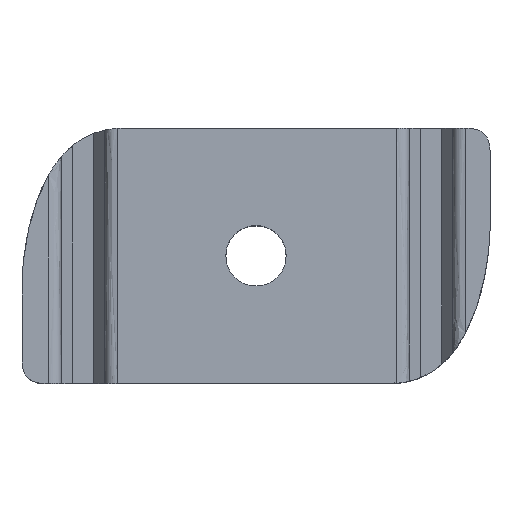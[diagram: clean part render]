
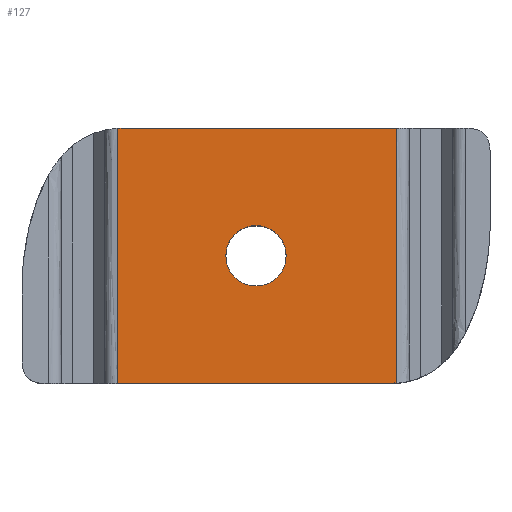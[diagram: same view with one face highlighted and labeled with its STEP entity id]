
A CAD part, top view. The second image highlights one B-rep face of the part: STEP entity #127.
In plain terms, the highlighted planar face has unit normal (0, 0, 1).
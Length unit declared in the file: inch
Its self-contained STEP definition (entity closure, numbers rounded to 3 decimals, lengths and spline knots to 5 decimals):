
#127=ADVANCED_FACE('',(#248,#249),#250,.T.);
#248=FACE_BOUND('',#2418,.T.);
#249=FACE_OUTER_BOUND('',#2419,.T.);
#250=PLANE('',#2420);
#2418=EDGE_LOOP('',(#2690,#2691,#2692,#2693));
#2419=EDGE_LOOP('',(#2694,#2695,#2696,#2697,#2698,#2699));
#2420=AXIS2_PLACEMENT_3D('',#2700,#2701,#2702);
#2690=ORIENTED_EDGE('',*,*,#2799,.T.);
#2691=ORIENTED_EDGE('',*,*,#2774,.T.);
#2692=ORIENTED_EDGE('',*,*,#2786,.T.);
#2693=ORIENTED_EDGE('',*,*,#2827,.T.);
#2694=ORIENTED_EDGE('',*,*,#2825,.T.);
#2695=ORIENTED_EDGE('',*,*,#2820,.T.);
#2696=ORIENTED_EDGE('',*,*,#2816,.T.);
#2697=ORIENTED_EDGE('',*,*,#2712,.T.);
#2698=ORIENTED_EDGE('',*,*,#2822,.F.);
#2699=ORIENTED_EDGE('',*,*,#2732,.F.);
#2700=CARTESIAN_POINT('',(0.69051,0.0,0.0));
#2701=DIRECTION('',(0.0,0.0,1.0));
#2702=DIRECTION('',(1.0,0.0,0.0));
#2712=EDGE_CURVE('',#2849,#2847,#2850,.T.);
#2732=EDGE_CURVE('',#2880,#2883,#2884,.T.);
#2774=EDGE_CURVE('',#2950,#2951,#2952,.T.);
#2786=EDGE_CURVE('',#2951,#2968,#2969,.T.);
#2799=EDGE_CURVE('',#2984,#2950,#2985,.T.);
#2816=EDGE_CURVE('',#3004,#2849,#3005,.T.);
#2820=EDGE_CURVE('',#3008,#3004,#3010,.T.);
#2822=EDGE_CURVE('',#2883,#2847,#3012,.T.);
#2825=EDGE_CURVE('',#2880,#3008,#3015,.T.);
#2827=EDGE_CURVE('',#2968,#2984,#3017,.T.);
#2847=VERTEX_POINT('',#3076);
#2849=VERTEX_POINT('',#3089);
#2850=B_SPLINE_CURVE_WITH_KNOTS('',3,(#3090,#3091,#3092,#3093),.UNSPECIFIED.,.F.,.F.,(4,4),(0.0,0.0654),.UNSPECIFIED.);
#2880=VERTEX_POINT('',#3149);
#2883=VERTEX_POINT('',#3153);
#2884=LINE('',#3154,#3155);
#2950=VERTEX_POINT('',#3331);
#2951=VERTEX_POINT('',#3332);
#2952=B_SPLINE_CURVE_WITH_KNOTS('',3,(#3333,#3334,#3335,#3336),.UNSPECIFIED.,.F.,.F.,(4,4),(0.0,1.0),.UNSPECIFIED.);
#2968=VERTEX_POINT('',#3364);
#2969=B_SPLINE_CURVE_WITH_KNOTS('',3,(#3365,#3366,#3367,#3368),.UNSPECIFIED.,.F.,.F.,(4,4),(0.0,1.0),.UNSPECIFIED.);
#2984=VERTEX_POINT('',#3396);
#2985=B_SPLINE_CURVE_WITH_KNOTS('',3,(#3397,#3398,#3399,#3400),.UNSPECIFIED.,.F.,.F.,(4,4),(0.0,1.0),.UNSPECIFIED.);
#3004=VERTEX_POINT('',#3699);
#3005=LINE('',#3700,#3701);
#3008=VERTEX_POINT('',#3707);
#3010=LINE('',#3720,#3721);
#3012=LINE('',#3723,#3724);
#3015=B_SPLINE_CURVE_WITH_KNOTS('',3,(#3727,#3728,#3729,#3730),.UNSPECIFIED.,.F.,.F.,(4,4),(0.0,0.07176),.UNSPECIFIED.);
#3017=B_SPLINE_CURVE_WITH_KNOTS('',3,(#3732,#3733,#3734,#3735),.UNSPECIFIED.,.F.,.F.,(4,4),(0.0,1.0),.UNSPECIFIED.);
#3076=CARTESIAN_POINT('',(0.28011,0.7496,0.0));
#3089=CARTESIAN_POINT('',(0.29448,0.74999,0.0));
#3090=CARTESIAN_POINT('',(0.29448,0.74999,0.0));
#3091=CARTESIAN_POINT('',(0.27268,0.74999,0.0));
#3092=CARTESIAN_POINT('',(0.25112,0.74737,0.0));
#3093=CARTESIAN_POINT('',(0.23011,0.74157,0.0));
#3149=CARTESIAN_POINT('',(1.08055,0.,0.0));
#3153=CARTESIAN_POINT('',(0.28011,0.0,0.0));
#3154=CARTESIAN_POINT('',(1.10092,0.0,0.0));
#3155=VECTOR('',#3749,1.0);
#3331=CARTESIAN_POINT('',(0.6875,0.46353,0.0));
#3332=CARTESIAN_POINT('',(0.776,0.37501,0.0));
#3333=CARTESIAN_POINT('',(0.6875,0.46353,0.0));
#3334=CARTESIAN_POINT('',(0.73639,0.46353,0.0));
#3335=CARTESIAN_POINT('',(0.776,0.4239,0.0));
#3336=CARTESIAN_POINT('',(0.776,0.37501,0.0));
#3364=CARTESIAN_POINT('',(0.6875,0.28653,0.0));
#3365=CARTESIAN_POINT('',(0.776,0.37501,0.0));
#3366=CARTESIAN_POINT('',(0.776,0.32613,0.0));
#3367=CARTESIAN_POINT('',(0.73639,0.28653,0.));
#3368=CARTESIAN_POINT('',(0.6875,0.28653,0.));
#3396=CARTESIAN_POINT('',(0.599,0.37501,0.0));
#3397=CARTESIAN_POINT('',(0.599,0.37501,0.0));
#3398=CARTESIAN_POINT('',(0.599,0.4239,0.0));
#3399=CARTESIAN_POINT('',(0.63862,0.46353,0.0));
#3400=CARTESIAN_POINT('',(0.6875,0.46353,0.0));
#3699=CARTESIAN_POINT('',(1.10092,0.74999,0.0));
#3700=CARTESIAN_POINT('',(1.10092,0.74999,0.0));
#3701=VECTOR('',#3789,1.0);
#3707=CARTESIAN_POINT('',(1.10092,0.00078,0.0));
#3720=CARTESIAN_POINT('',(1.10092,0.0,0.0));
#3721=VECTOR('',#3790,1.0);
#3723=CARTESIAN_POINT('',(0.28011,0.0,0.0));
#3724=VECTOR('',#3791,1.0);
#3727=CARTESIAN_POINT('',(1.08055,0.,0.0));
#3728=CARTESIAN_POINT('',(1.10447,0.,0.0));
#3729=CARTESIAN_POINT('',(1.12805,0.00315,0.0));
#3730=CARTESIAN_POINT('',(1.15092,0.01017,0.0));
#3732=CARTESIAN_POINT('',(0.6875,0.28653,0.0));
#3733=CARTESIAN_POINT('',(0.63862,0.28653,0.0));
#3734=CARTESIAN_POINT('',(0.599,0.32613,0.0));
#3735=CARTESIAN_POINT('',(0.599,0.37501,0.0));
#3749=DIRECTION('',(-1.0,0.0,0.0));
#3789=DIRECTION('',(-1.0,0.0,0.0));
#3790=DIRECTION('',(0.0,1.0,0.0));
#3791=DIRECTION('',(0.0,1.0,0.0));
